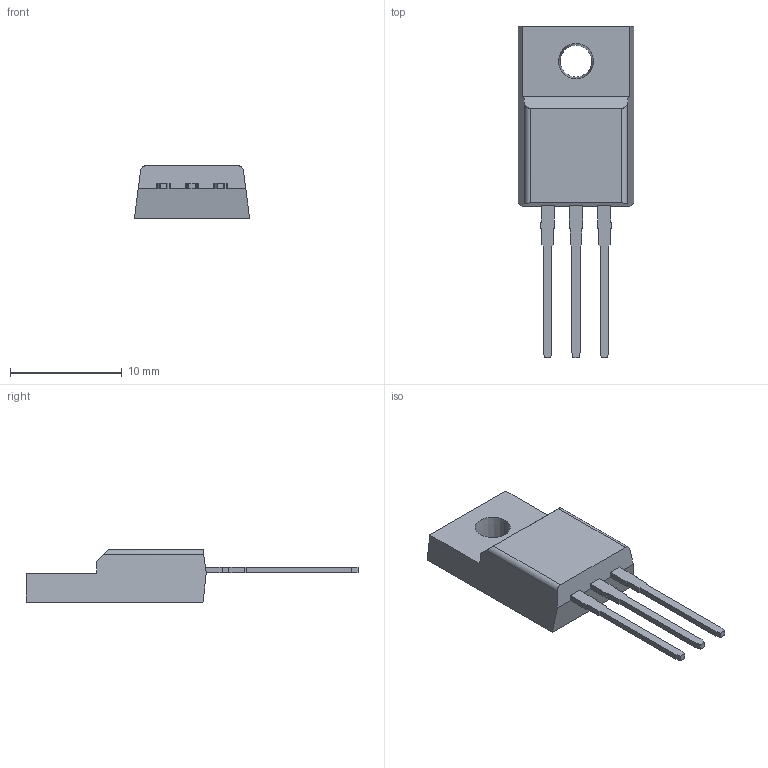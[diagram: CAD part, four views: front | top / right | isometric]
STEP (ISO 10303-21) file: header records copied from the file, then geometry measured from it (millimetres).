
FILE_DESCRIPTION (( 'STEP AP214' ), '1' );
FILE_NAME ('IPA50R199CP.STEP', '2023-03-31T04:05:04', ( '' ), ( '' ), 'SwSTEP 2.0', 'SolidWorks 2021', '' );
FILE_SCHEMA (( 'AUTOMOTIVE_DESIGN' ));
Length unit declared in the file: millimetre
Products named in the file (1): IPA50R199CP
Bounding box: 10.32 x 29.75 x 4.7 mm (x, y, z)
Volume: 599.6 mm3; surface area: 644.4 mm2
Topology: 4 solids, 4 shells, 74 faces, 198 edges, 132 vertices
Faces by surface type: plane 70, cone 2, cylinder 2
Entity records: 2331 total; most frequent: CARTESIAN_POINT 417, ORIENTED_EDGE 396, DIRECTION 348, EDGE_CURVE 198, LINE 190, VECTOR 190, VERTEX_POINT 132, AXIS2_PLACEMENT_3D 79
